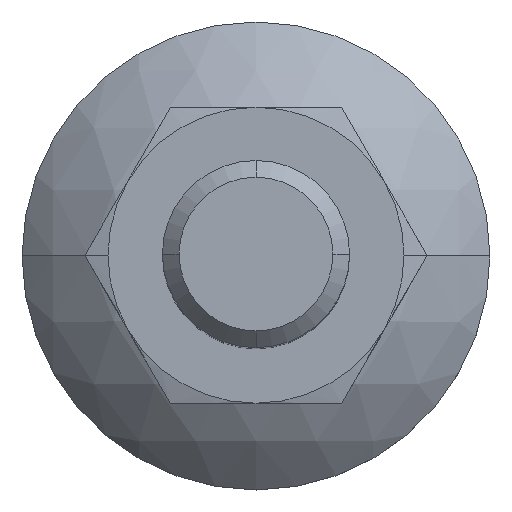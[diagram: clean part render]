
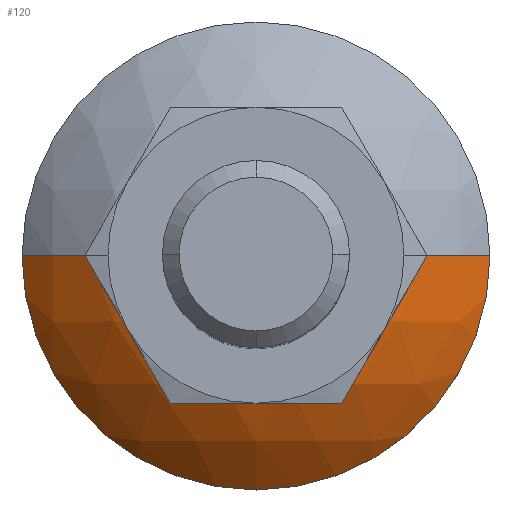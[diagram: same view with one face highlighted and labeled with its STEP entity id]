
A CAD part, top view. The second image highlights one B-rep face of the part: STEP entity #120.
In plain terms, the highlighted spherical face has radius 20 mm.
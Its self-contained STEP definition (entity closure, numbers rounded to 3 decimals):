
#120=ADVANCED_FACE('',(#316),#317,.T.);
#316=FACE_OUTER_BOUND('',#594,.T.);
#317=SPHERICAL_SURFACE('',#595,20.0);
#594=EDGE_LOOP('',(#879,#880,#881,#882,#883,#884));
#595=AXIS2_PLACEMENT_3D('',#885,#886,#887);
#879=ORIENTED_EDGE('',*,*,#1605,.T.);
#880=ORIENTED_EDGE('',*,*,#1606,.T.);
#881=ORIENTED_EDGE('',*,*,#1598,.F.);
#882=ORIENTED_EDGE('',*,*,#1607,.F.);
#883=ORIENTED_EDGE('',*,*,#1608,.F.);
#884=ORIENTED_EDGE('',*,*,#1600,.T.);
#885=CARTESIAN_POINT('',(0.0,0.,-9.796));
#886=DIRECTION('',(0.0,-1.0,0.0));
#887=DIRECTION('',(1.0,0.0,0.0));
#1598=EDGE_CURVE('',#1887,#1878,#1889,.T.);
#1600=EDGE_CURVE('',#1884,#1890,#1892,.T.);
#1605=EDGE_CURVE('',#1890,#1898,#1899,.T.);
#1606=EDGE_CURVE('',#1898,#1878,#1900,.T.);
#1607=EDGE_CURVE('',#1901,#1887,#1902,.T.);
#1608=EDGE_CURVE('',#1884,#1901,#1903,.T.);
#1878=VERTEX_POINT('',#2282);
#1884=VERTEX_POINT('',#2289);
#1887=VERTEX_POINT('',#2292);
#1889=CIRCLE('',#2294,20.0);
#1890=VERTEX_POINT('',#2295);
#1892=CIRCLE('',#2297,20.0);
#1898=VERTEX_POINT('',#2304);
#1899=CIRCLE('',#2305,2.85);
#1900=CIRCLE('',#2306,2.85);
#1901=VERTEX_POINT('',#2307);
#1902=CIRCLE('',#2308,15.0);
#1903=CIRCLE('',#2309,15.0);
#2282=CARTESIAN_POINT('',(-2.85,0.,10.0));
#2289=CARTESIAN_POINT('',(15.,0.,3.433));
#2292=CARTESIAN_POINT('',(-15.,0.,3.433));
#2294=AXIS2_PLACEMENT_3D('',#3228,#3229,#3230);
#2295=CARTESIAN_POINT('',(2.85,0.,10.0));
#2297=AXIS2_PLACEMENT_3D('',#3234,#3235,#3236);
#2304=CARTESIAN_POINT('',(0.0,-2.85,10.0));
#2305=AXIS2_PLACEMENT_3D('',#3241,#3242,#3243);
#2306=AXIS2_PLACEMENT_3D('',#3244,#3245,#3246);
#2307=CARTESIAN_POINT('',(0.0,-15.0,3.433));
#2308=AXIS2_PLACEMENT_3D('',#3247,#3248,#3249);
#2309=AXIS2_PLACEMENT_3D('',#3250,#3251,#3252);
#3228=CARTESIAN_POINT('',(0.0,0.,-9.796));
#3229=DIRECTION('',(0.,1.0,0.));
#3230=DIRECTION('',(-0.75,0.,0.661));
#3234=CARTESIAN_POINT('',(0.0,0.,-9.796));
#3235=DIRECTION('',(0.,-1.0,0.));
#3236=DIRECTION('',(0.75,0.,0.661));
#3241=CARTESIAN_POINT('',(0.0,0.,10.0));
#3242=DIRECTION('',(0.0,0.0,-1.0));
#3243=DIRECTION('',(1.0,0.0,0.0));
#3244=CARTESIAN_POINT('',(0.0,0.,10.0));
#3245=DIRECTION('',(0.0,0.0,-1.0));
#3246=DIRECTION('',(1.0,0.0,0.0));
#3247=CARTESIAN_POINT('',(0.0,0.,3.433));
#3248=DIRECTION('',(0.0,0.0,-1.0));
#3249=DIRECTION('',(1.0,0.0,0.0));
#3250=CARTESIAN_POINT('',(0.0,0.,3.433));
#3251=DIRECTION('',(0.0,0.0,-1.0));
#3252=DIRECTION('',(1.0,0.0,0.0));
